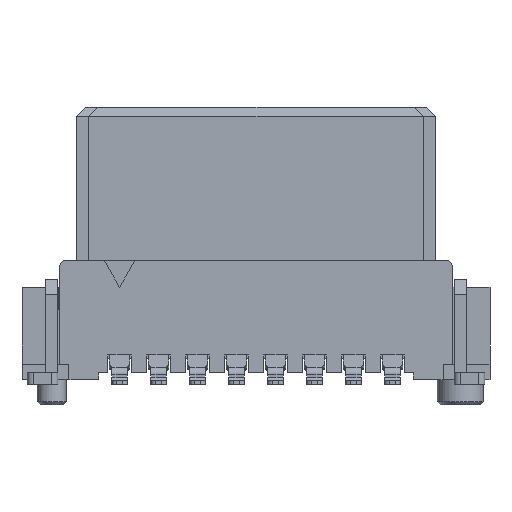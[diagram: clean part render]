
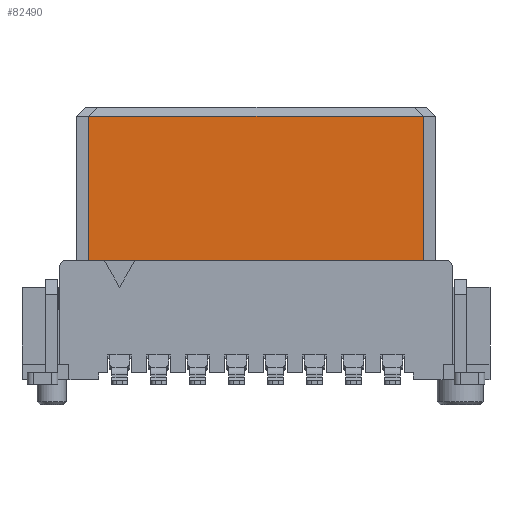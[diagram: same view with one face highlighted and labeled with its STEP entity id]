
A CAD part, front view. The second image highlights one B-rep face of the part: STEP entity #82490.
In plain terms, the highlighted planar face has unit normal (0, -1, 0).
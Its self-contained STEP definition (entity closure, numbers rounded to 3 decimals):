
#26830=CARTESIAN_POINT('',(14.229,-1.525,4.4));
#26840=VERTEX_POINT('',#26830);
#26990=CARTESIAN_POINT('',(14.229,-1.525,9.1));
#27000=VERTEX_POINT('',#26990);
#27030=CARTESIAN_POINT('',(14.229,-1.525,9.4));
#27040=DIRECTION('',(0.,0.,-1.));
#27050=VECTOR('',#27040,1000.);
#27060=LINE('',#27030,#27050);
#27070=EDGE_CURVE('',#27000,#26840,#27060,.T.);
#82060=CARTESIAN_POINT('',(25.139,-1.525,9.1));
#82070=VERTEX_POINT('',#82060);
#82100=CARTESIAN_POINT('',(46.729,-1.525,9.1));
#82110=DIRECTION('',(-1.,0.,0.));
#82120=VECTOR('',#82110,1000.);
#82130=LINE('',#82100,#82120);
#82140=EDGE_CURVE('',#82070,#27000,#82130,.T.);
#82260=CARTESIAN_POINT('',(46.729,-1.525,9.4));
#82270=DIRECTION('',(0.,1.,0.));
#82280=DIRECTION('',(0.,0.,1.));
#82290=AXIS2_PLACEMENT_3D('',#82260,#82270,#82280);
#82300=PLANE('',#82290);
#82310=CARTESIAN_POINT('',(25.139,-1.525,9.4));
#82320=DIRECTION('',(0.,0.,-1.));
#82330=VECTOR('',#82320,1000.);
#82340=LINE('',#82310,#82330);
#82350=CARTESIAN_POINT('',(25.139,-1.525,4.4));
#82360=VERTEX_POINT('',#82350);
#82370=EDGE_CURVE('',#82070,#82360,#82340,.T.);
#82380=ORIENTED_EDGE('',*,*,#82370,.F.);
#82390=CARTESIAN_POINT('',(36.569,-1.525,4.4));
#82400=DIRECTION('',(1.,0.,0.));
#82410=VECTOR('',#82400,1000.);
#82420=LINE('',#82390,#82410);
#82430=EDGE_CURVE('',#26840,#82360,#82420,.T.);
#82440=ORIENTED_EDGE('',*,*,#82430,.T.);
#82450=ORIENTED_EDGE('',*,*,#27070,.T.);
#82460=ORIENTED_EDGE('',*,*,#82140,.T.);
#82470=EDGE_LOOP('',(#82460,#82450,#82440,#82380));
#82480=FACE_OUTER_BOUND('',#82470,.T.);
#82490=ADVANCED_FACE('',(#82480),#82300,.F.);
